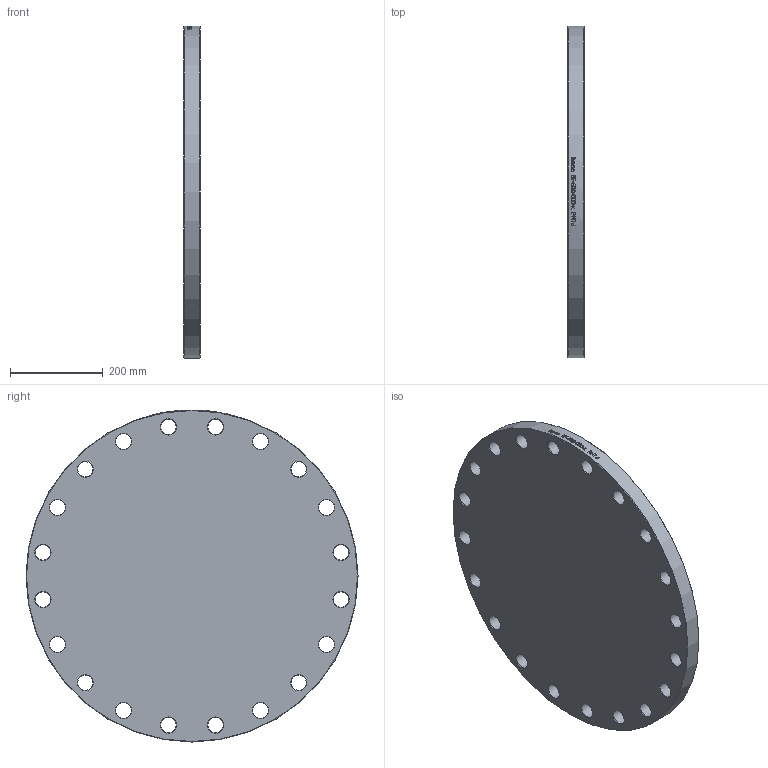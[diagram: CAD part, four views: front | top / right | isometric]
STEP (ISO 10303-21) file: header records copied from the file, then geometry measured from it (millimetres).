
FILE_DESCRIPTION (( 'STEP AP214' ), '1' );
FILE_NAME ('BF-500-000-x Blindflansch PN16 DIN2527 2103.STEP', '2021-03-08T09:06:35', ( '' ), ( '' ), 'SwSTEP 2.0', 'SolidWorks 2019', '' );
FILE_SCHEMA (( 'AUTOMOTIVE_DESIGN' ));
Length unit declared in the file: millimetre
Products named in the file (1): BF-500-000-x Blindflansch PN16 DIN2527 2103
Bounding box: 36 x 715 x 715 mm (x, y, z)
Volume: 13837993.3 mm3; surface area: 919346 mm2
Topology: 1 solids, 1 shells, 96 faces, 372 edges, 308 vertices
Faces by surface type: cylinder 52, cone 42, plane 2
Full cylindrical faces by diameter (mm): 33 x20, 715 x1
Entity records: 9168 total; most frequent: CARTESIAN_POINT 6112, ORIENTED_EDGE 570, DIRECTION 471, EDGE_CURVE 285, VERTEX_POINT 285, EDGE_LOOP 230, AXIS2_PLACEMENT_3D 221, B_SPLINE_CURVE_WITH_KNOTS 132
